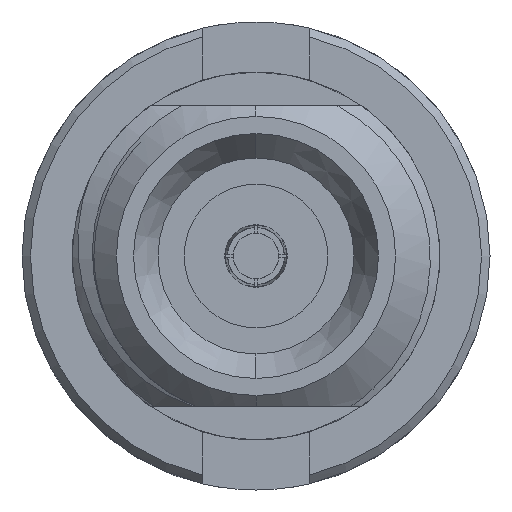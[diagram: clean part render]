
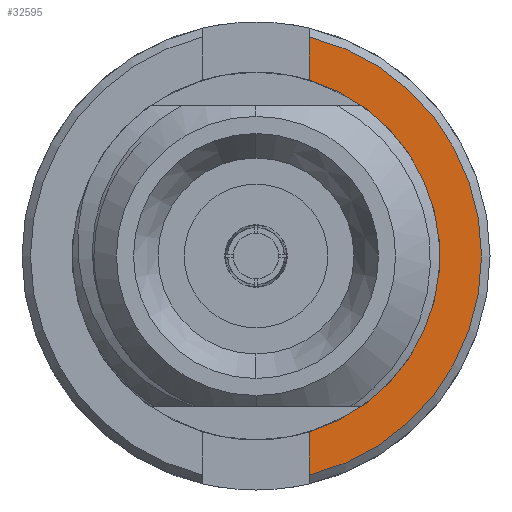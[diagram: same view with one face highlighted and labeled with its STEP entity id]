
A CAD part, left-side view. The second image highlights one B-rep face of the part: STEP entity #32595.
In plain terms, the highlighted planar face has unit normal (-1, 0, 0).
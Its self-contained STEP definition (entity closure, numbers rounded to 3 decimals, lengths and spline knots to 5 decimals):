
#630 = VECTOR ( 'NONE', #17539, 39.37008 ) ;
#1549 = VECTOR ( 'NONE', #28213, 39.37008 ) ;
#1769 = CIRCLE ( 'NONE', #6925, 0.10827 ) ;
#2362 = VERTEX_POINT ( 'NONE', #29574 ) ;
#3812 = LINE ( 'NONE', #33238, #1549 ) ;
#4034 = CARTESIAN_POINT ( 'NONE',  ( 0.27501, -0.0315, -0.12901 ) ) ;
#6374 = CARTESIAN_POINT ( 'NONE',  ( 0.27501, 0., 0. ) ) ;
#6925 = AXIS2_PLACEMENT_3D ( 'NONE', #24142, #21452, #18749 ) ;
#6972 = CIRCLE ( 'NONE', #12680, 0.1328 ) ;
#8966 = VERTEX_POINT ( 'NONE', #15304 ) ;
#12174 = CARTESIAN_POINT ( 'NONE',  ( 0.27501, -0.0315, -0.17601 ) ) ;
#12262 = CARTESIAN_POINT ( 'NONE',  ( 0.27501, -0.0315, 0.10359 ) ) ;
#12420 = EDGE_CURVE ( 'NONE', #30119, #8966, #3812, .T. ) ;
#12680 = AXIS2_PLACEMENT_3D ( 'NONE', #21937, #18696, #30378 ) ;
#13535 = VERTEX_POINT ( 'NONE', #4034 ) ;
#13887 = ORIENTED_EDGE ( 'NONE', *, *, #12420, .F. ) ;
#15304 = CARTESIAN_POINT ( 'NONE',  ( 0.27501, -0.0315, 0.12901 ) ) ;
#17539 = DIRECTION ( 'NONE',  ( 0., 0., 1. ) ) ;
#17651 = DIRECTION ( 'NONE',  ( -1., 0., 0. ) ) ;
#18696 = DIRECTION ( 'NONE',  ( -1., 0., 0. ) ) ;
#18749 = DIRECTION ( 'NONE',  ( 0., 0., 1. ) ) ;
#21452 = DIRECTION ( 'NONE',  ( -1., 0., 0. ) ) ;
#21744 = EDGE_CURVE ( 'NONE', #13535, #8966, #6972, .T. ) ;
#21782 = ORIENTED_EDGE ( 'NONE', *, *, #34790, .F. ) ;
#21937 = CARTESIAN_POINT ( 'NONE',  ( 0.27501, 0., 0. ) ) ;
#22327 = DIRECTION ( 'NONE',  ( 0., 0., 1. ) ) ;
#22687 = PLANE ( 'NONE',  #24114 ) ;
#24114 = AXIS2_PLACEMENT_3D ( 'NONE', #6374, #17651, #22327 ) ;
#24142 = CARTESIAN_POINT ( 'NONE',  ( 0.27501, 0., 0. ) ) ;
#24187 = ORIENTED_EDGE ( 'NONE', *, *, #21744, .T. ) ;
#28213 = DIRECTION ( 'NONE',  ( 0., 0., 1. ) ) ;
#29574 = CARTESIAN_POINT ( 'NONE',  ( 0.27501, -0.0315, -0.10359 ) ) ;
#30119 = VERTEX_POINT ( 'NONE', #12262 ) ;
#30378 = DIRECTION ( 'NONE',  ( 0., 0., 1. ) ) ;
#30947 = FACE_OUTER_BOUND ( 'NONE', #34335, .T. ) ;
#32595 = ADVANCED_FACE ( 'NONE', ( #30947 ), #22687, .T. ) ;
#33170 = EDGE_CURVE ( 'NONE', #2362, #30119, #1769, .T. ) ;
#33238 = CARTESIAN_POINT ( 'NONE',  ( 0.27501, -0.0315, -0.17601 ) ) ;
#34247 = LINE ( 'NONE', #12174, #630 ) ;
#34335 = EDGE_LOOP ( 'NONE', ( #21782, #24187, #13887, #34769 ) ) ;
#34769 = ORIENTED_EDGE ( 'NONE', *, *, #33170, .F. ) ;
#34790 = EDGE_CURVE ( 'NONE', #13535, #2362, #34247, .T. ) ;
